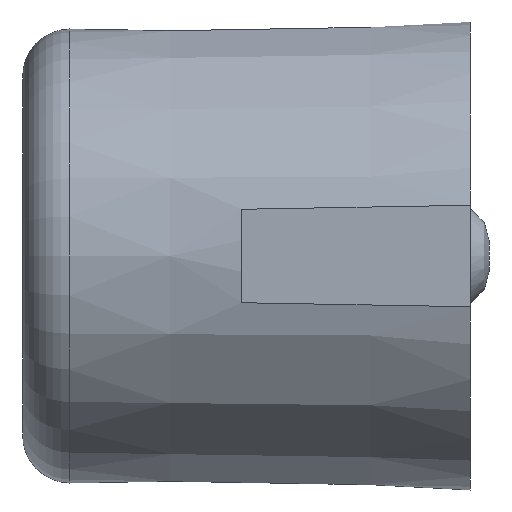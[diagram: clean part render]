
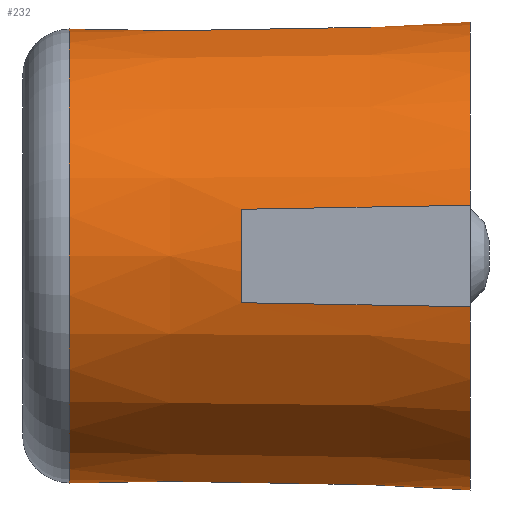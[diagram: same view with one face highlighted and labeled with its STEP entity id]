
A CAD part, left-side view. The second image highlights one B-rep face of the part: STEP entity #232.
In plain terms, the highlighted conical face has half-angle 1 degrees and reference radius 2.375 mm.
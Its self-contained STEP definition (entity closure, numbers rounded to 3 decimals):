
#17=(
BOUNDED_CURVE()
B_SPLINE_CURVE(2,(#368,#369,#370),.UNSPECIFIED.,.F.,.F.)
B_SPLINE_CURVE_WITH_KNOTS((3,3),(9717.753,9721.885),
 .UNSPECIFIED.)
CURVE()
GEOMETRIC_REPRESENTATION_ITEM()
RATIONAL_B_SPLINE_CURVE((1.,1.,1.))
REPRESENTATION_ITEM('')
);
#18=(
BOUNDED_CURVE()
B_SPLINE_CURVE(2,(#374,#375,#376),.UNSPECIFIED.,.F.,.F.)
B_SPLINE_CURVE_WITH_KNOTS((3,3),(10299.259,10303.391),
 .UNSPECIFIED.)
CURVE()
GEOMETRIC_REPRESENTATION_ITEM()
RATIONAL_B_SPLINE_CURVE((1.,1.,1.))
REPRESENTATION_ITEM('')
);
#19=(
BOUNDED_CURVE()
B_SPLINE_CURVE(2,(#380,#381,#382),.UNSPECIFIED.,.F.,.F.)
B_SPLINE_CURVE_WITH_KNOTS((3,3),(9717.753,9721.885),
 .UNSPECIFIED.)
CURVE()
GEOMETRIC_REPRESENTATION_ITEM()
RATIONAL_B_SPLINE_CURVE((1.,1.,1.))
REPRESENTATION_ITEM('')
);
#20=(
BOUNDED_CURVE()
B_SPLINE_CURVE(2,(#386,#387,#388),.UNSPECIFIED.,.F.,.F.)
B_SPLINE_CURVE_WITH_KNOTS((3,3),(10299.259,10303.391),
 .UNSPECIFIED.)
CURVE()
GEOMETRIC_REPRESENTATION_ITEM()
RATIONAL_B_SPLINE_CURVE((1.,1.,1.))
REPRESENTATION_ITEM('')
);
#21=LINE('',#364,#38);
#38=VECTOR('',#299,2.375);
#55=CONICAL_SURFACE('',#264,2.375,0.017);
#69=FACE_OUTER_BOUND('',#83,.T.);
#83=EDGE_LOOP('',(#169,#170,#171,#172,#173,#174,#175,#176,#177,#178,#179,
#180,#181));
#96=CIRCLE('',#259,2.384);
#99=CIRCLE('',#262,2.384);
#100=CIRCLE('',#265,2.415);
#101=CIRCLE('',#266,2.457);
#102=CIRCLE('',#267,2.415);
#103=CIRCLE('',#268,2.457);
#104=CIRCLE('',#269,2.415);
#108=VERTEX_POINT('',#354);
#109=VERTEX_POINT('',#355);
#111=VERTEX_POINT('',#363);
#112=VERTEX_POINT('',#365);
#113=VERTEX_POINT('',#367);
#114=VERTEX_POINT('',#371);
#115=VERTEX_POINT('',#373);
#116=VERTEX_POINT('',#377);
#117=VERTEX_POINT('',#379);
#118=VERTEX_POINT('',#383);
#119=VERTEX_POINT('',#385);
#130=EDGE_CURVE('',#108,#109,#96,.T.);
#133=EDGE_CURVE('',#109,#108,#99,.T.);
#134=EDGE_CURVE('',#108,#111,#21,.T.);
#135=EDGE_CURVE('',#111,#112,#100,.F.);
#136=EDGE_CURVE('',#112,#113,#17,.F.);
#137=EDGE_CURVE('',#113,#114,#101,.T.);
#138=EDGE_CURVE('',#114,#115,#18,.F.);
#139=EDGE_CURVE('',#115,#116,#102,.F.);
#140=EDGE_CURVE('',#116,#117,#19,.F.);
#141=EDGE_CURVE('',#117,#118,#103,.T.);
#142=EDGE_CURVE('',#118,#119,#20,.F.);
#143=EDGE_CURVE('',#119,#111,#104,.F.);
#169=ORIENTED_EDGE('',*,*,#130,.F.);
#170=ORIENTED_EDGE('',*,*,#134,.T.);
#171=ORIENTED_EDGE('',*,*,#135,.T.);
#172=ORIENTED_EDGE('',*,*,#136,.T.);
#173=ORIENTED_EDGE('',*,*,#137,.T.);
#174=ORIENTED_EDGE('',*,*,#138,.T.);
#175=ORIENTED_EDGE('',*,*,#139,.T.);
#176=ORIENTED_EDGE('',*,*,#140,.T.);
#177=ORIENTED_EDGE('',*,*,#141,.T.);
#178=ORIENTED_EDGE('',*,*,#142,.T.);
#179=ORIENTED_EDGE('',*,*,#143,.T.);
#180=ORIENTED_EDGE('',*,*,#134,.F.);
#181=ORIENTED_EDGE('',*,*,#133,.F.);
#232=ADVANCED_FACE('',(#69),#55,.T.);
#259=AXIS2_PLACEMENT_3D('',#356,#287,#288);
#262=AXIS2_PLACEMENT_3D('',#360,#293,#294);
#264=AXIS2_PLACEMENT_3D('',#362,#297,#298);
#265=AXIS2_PLACEMENT_3D('',#366,#300,#301);
#266=AXIS2_PLACEMENT_3D('',#372,#302,#303);
#267=AXIS2_PLACEMENT_3D('',#378,#304,#305);
#268=AXIS2_PLACEMENT_3D('',#384,#306,#307);
#269=AXIS2_PLACEMENT_3D('',#389,#308,#309);
#287=DIRECTION('center_axis',(0.,1.,0.));
#288=DIRECTION('ref_axis',(-1.,0.,0.));
#293=DIRECTION('center_axis',(0.,1.,0.));
#294=DIRECTION('ref_axis',(-1.,0.,0.));
#297=DIRECTION('center_axis',(0.,-1.,0.));
#298=DIRECTION('ref_axis',(-1.,0.,0.));
#299=DIRECTION('',(0.017,-1.,0.));
#300=DIRECTION('center_axis',(0.,-1.,0.));
#301=DIRECTION('ref_axis',(-1.,0.,0.));
#302=DIRECTION('center_axis',(0.,1.,0.));
#303=DIRECTION('ref_axis',(-1.,0.,0.));
#304=DIRECTION('center_axis',(0.,-1.,0.));
#305=DIRECTION('ref_axis',(-1.,0.,0.));
#306=DIRECTION('center_axis',(0.,1.,0.));
#307=DIRECTION('ref_axis',(-1.,0.,0.));
#308=DIRECTION('center_axis',(0.,-1.,0.));
#309=DIRECTION('ref_axis',(-1.,0.,0.));
#354=CARTESIAN_POINT('',(-3.607,9.009,-35.295));
#355=CARTESIAN_POINT('',(-5.99,9.009,-32.911));
#356=CARTESIAN_POINT('Origin',(-5.99,9.009,-35.295));
#360=CARTESIAN_POINT('Origin',(-5.99,9.009,-35.295));
#362=CARTESIAN_POINT('Origin',(-5.99,9.5,-35.295));
#363=CARTESIAN_POINT('',(-3.575,7.2,-35.295));
#364=CARTESIAN_POINT('',(-3.615,9.5,-35.295));
#365=CARTESIAN_POINT('',(-3.625,7.2,-35.786));
#366=CARTESIAN_POINT('Origin',(-5.99,7.2,-35.295));
#367=CARTESIAN_POINT('',(-3.592,4.8,-35.827));
#368=CARTESIAN_POINT('Ctrl Pts',(-3.592,4.8,-35.827));
#369=CARTESIAN_POINT('Ctrl Pts',(-3.608,6.009,-35.806));
#370=CARTESIAN_POINT('Ctrl Pts',(-3.625,7.2,-35.786));
#371=CARTESIAN_POINT('',(-8.389,4.8,-35.827));
#372=CARTESIAN_POINT('Origin',(-5.99,4.8,-35.295));
#373=CARTESIAN_POINT('',(-8.355,7.2,-35.786));
#374=CARTESIAN_POINT('Ctrl Pts',(-8.355,7.2,-35.786));
#375=CARTESIAN_POINT('Ctrl Pts',(-8.372,6.009,-35.806));
#376=CARTESIAN_POINT('Ctrl Pts',(-8.389,4.8,-35.827));
#377=CARTESIAN_POINT('',(-8.355,7.2,-34.804));
#378=CARTESIAN_POINT('Origin',(-5.99,7.2,-35.295));
#379=CARTESIAN_POINT('',(-8.389,4.8,-34.762));
#380=CARTESIAN_POINT('Ctrl Pts',(-8.389,4.8,-34.762));
#381=CARTESIAN_POINT('Ctrl Pts',(-8.372,6.009,-34.783));
#382=CARTESIAN_POINT('Ctrl Pts',(-8.355,7.2,-34.804));
#383=CARTESIAN_POINT('',(-3.592,4.8,-34.762));
#384=CARTESIAN_POINT('Origin',(-5.99,4.8,-35.295));
#385=CARTESIAN_POINT('',(-3.625,7.2,-34.804));
#386=CARTESIAN_POINT('Ctrl Pts',(-3.625,7.2,-34.804));
#387=CARTESIAN_POINT('Ctrl Pts',(-3.608,6.009,-34.783));
#388=CARTESIAN_POINT('Ctrl Pts',(-3.592,4.8,-34.762));
#389=CARTESIAN_POINT('Origin',(-5.99,7.2,-35.295));
